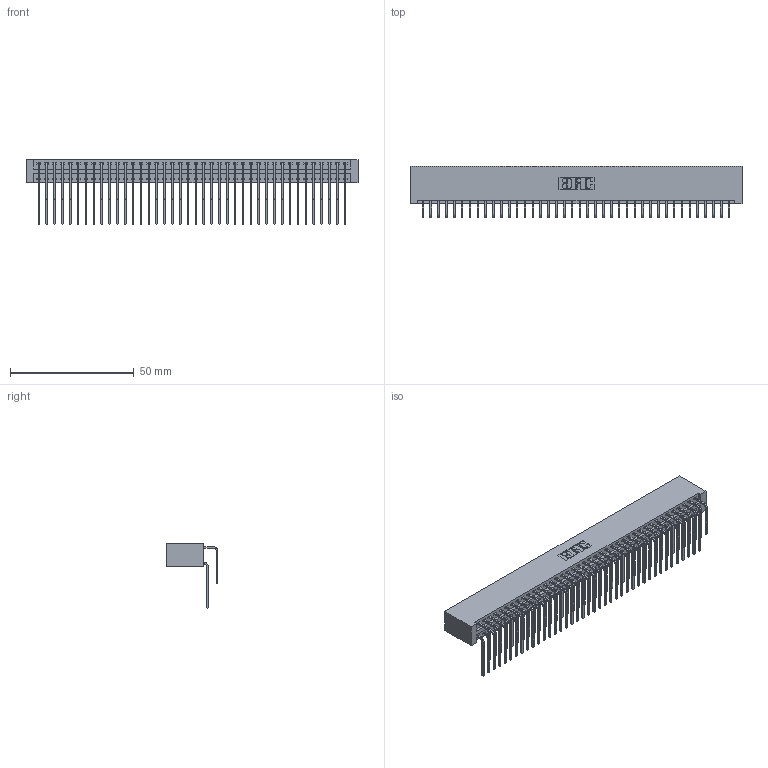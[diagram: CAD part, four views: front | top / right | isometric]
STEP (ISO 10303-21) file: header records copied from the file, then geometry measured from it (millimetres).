
FILE_DESCRIPTION (( 'STEP AP203' ), '1' );
FILE_NAME ('346-080-559-201.STEP', '2018-08-29T08:20:50', ( '' ), ( '' ), 'SwSTEP 2.0', 'SolidWorks 2016', '' );
FILE_SCHEMA (( 'CONFIG_CONTROL_DESIGN' ));
Length unit declared in the file: inch
Products named in the file (4): 346 Part_No Mounting Lugs; 345-292-001_558 559 Tail - 1; 345-292-001_559 Tail - 2; 346-080-559-201
Assembly tree (81 placements, depth 2):
  346-080-559-201
    346 Part_No Mounting Lugs
    345-292-001_558 559 Tail - 1  x40
    345-292-001_559 Tail - 2  x40
Bounding box: 134.24 x 20.89 x 26.16 mm (x, y, z)
Volume: 14109.2 mm3; surface area: 21739.8 mm2
Topology: 81 solids, 81 shells, 4434 faces, 13185 edges, 8682 vertices
Faces by surface type: plane 3032, cylinder 1402
Entity records: 27881 total; most frequent: CARTESIAN_POINT 4647, ORIENTED_EDGE 4530, DIRECTION 4113, EDGE_CURVE 2265, LINE 1941, VECTOR 1941, VERTEX_POINT 1506, AXIS2_PLACEMENT_3D 1086
